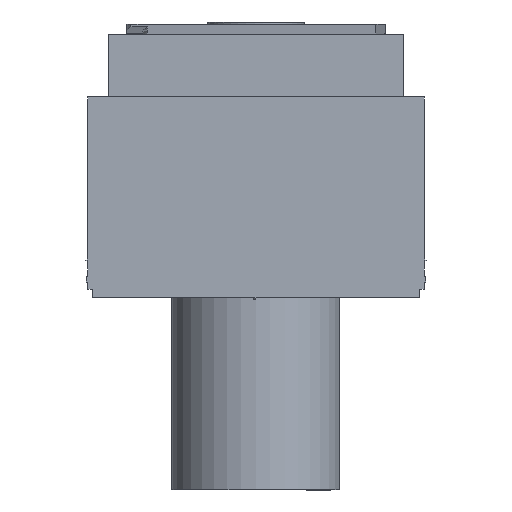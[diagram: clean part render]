
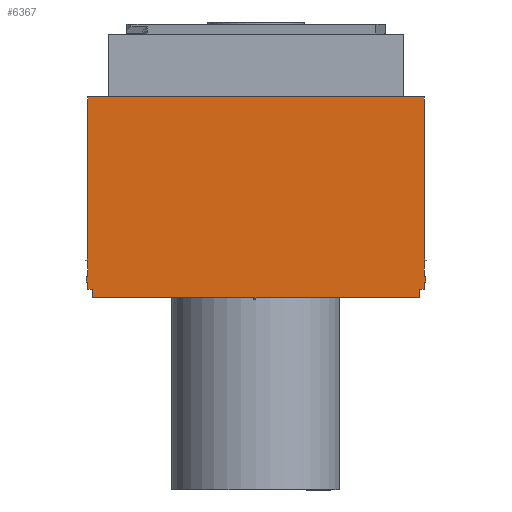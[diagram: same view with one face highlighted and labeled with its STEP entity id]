
A CAD part, front view. The second image highlights one B-rep face of the part: STEP entity #6367.
In plain terms, the highlighted planar face has unit normal (0, -1, 0).
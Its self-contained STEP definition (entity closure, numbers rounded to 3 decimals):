
#351=FACE_OUTER_BOUND('',#673,.T.);
#673=EDGE_LOOP('',(#4556,#4557,#4558,#4559,#4560,#4561,#4562,#4563,#4564,
#4565,#4566,#4567,#4568,#4569,#4570,#4571,#4572,#4573,#4574,#4575,#4576,
#4577));
#1056=LINE('',#9172,#1836);
#1062=LINE('',#9184,#1842);
#1081=LINE('',#9226,#1861);
#1087=LINE('',#9238,#1867);
#1104=LINE('',#9269,#1884);
#1109=LINE('',#9278,#1889);
#1113=LINE('',#9286,#1893);
#1115=LINE('',#9291,#1895);
#1153=LINE('',#9365,#1933);
#1155=LINE('',#9369,#1935);
#1156=LINE('',#9371,#1936);
#1158=LINE('',#9375,#1938);
#1160=LINE('',#9379,#1940);
#1166=LINE('',#9390,#1946);
#1168=LINE('',#9393,#1948);
#1203=LINE('',#9494,#1983);
#1205=LINE('',#9497,#1985);
#1206=LINE('',#9499,#1986);
#1207=LINE('',#9501,#1987);
#1208=LINE('',#9502,#1988);
#1209=LINE('',#9503,#1989);
#1210=LINE('',#9504,#1990);
#1836=VECTOR('',#7328,10.);
#1842=VECTOR('',#7336,10.);
#1861=VECTOR('',#7373,10.);
#1867=VECTOR('',#7381,10.);
#1884=VECTOR('',#7406,10.);
#1889=VECTOR('',#7413,10.);
#1893=VECTOR('',#7419,10.);
#1895=VECTOR('',#7423,10.);
#1933=VECTOR('',#7473,10.);
#1935=VECTOR('',#7477,10.);
#1936=VECTOR('',#7480,10.);
#1938=VECTOR('',#7484,10.);
#1940=VECTOR('',#7488,10.);
#1946=VECTOR('',#7500,10.);
#1948=VECTOR('',#7504,10.);
#1983=VECTOR('',#7609,10.);
#1985=VECTOR('',#7613,10.);
#1986=VECTOR('',#7614,10.);
#1987=VECTOR('',#7615,10.);
#1988=VECTOR('',#7616,10.);
#1989=VECTOR('',#7617,10.);
#1990=VECTOR('',#7618,10.);
#2625=VERTEX_POINT('',#9169);
#2626=VERTEX_POINT('',#9171);
#2630=VERTEX_POINT('',#9181);
#2631=VERTEX_POINT('',#9183);
#2644=VERTEX_POINT('',#9223);
#2645=VERTEX_POINT('',#9225);
#2649=VERTEX_POINT('',#9235);
#2650=VERTEX_POINT('',#9237);
#2658=VERTEX_POINT('',#9265);
#2660=VERTEX_POINT('',#9268);
#2663=VERTEX_POINT('',#9276);
#2664=VERTEX_POINT('',#9280);
#2666=VERTEX_POINT('',#9284);
#2668=VERTEX_POINT('',#9289);
#2697=VERTEX_POINT('',#9361);
#2698=VERTEX_POINT('',#9363);
#2699=VERTEX_POINT('',#9367);
#2700=VERTEX_POINT('',#9373);
#2703=VERTEX_POINT('',#9389);
#2734=VERTEX_POINT('',#9493);
#2735=VERTEX_POINT('',#9498);
#2736=VERTEX_POINT('',#9500);
#3277=EDGE_CURVE('',#2626,#2625,#1056,.T.);
#3283=EDGE_CURVE('',#2631,#2630,#1062,.T.);
#3304=EDGE_CURVE('',#2645,#2644,#1081,.T.);
#3310=EDGE_CURVE('',#2650,#2649,#1087,.T.);
#3327=EDGE_CURVE('',#2658,#2660,#1104,.T.);
#3332=EDGE_CURVE('',#2663,#2630,#1109,.T.);
#3336=EDGE_CURVE('',#2666,#2664,#1113,.T.);
#3338=EDGE_CURVE('',#2668,#2663,#1115,.T.);
#3376=EDGE_CURVE('',#2698,#2697,#1153,.T.);
#3378=EDGE_CURVE('',#2699,#2649,#1155,.T.);
#3379=EDGE_CURVE('',#2645,#2666,#1156,.T.);
#3381=EDGE_CURVE('',#2626,#2700,#1158,.T.);
#3383=EDGE_CURVE('',#2660,#2698,#1160,.T.);
#3389=EDGE_CURVE('',#2703,#2700,#1166,.T.);
#3391=EDGE_CURVE('',#2658,#2703,#1168,.T.);
#3442=EDGE_CURVE('',#2734,#2697,#1203,.T.);
#3444=EDGE_CURVE('',#2625,#2631,#1205,.T.);
#3445=EDGE_CURVE('',#2668,#2735,#1206,.T.);
#3446=EDGE_CURVE('',#2735,#2736,#1207,.T.);
#3447=EDGE_CURVE('',#2736,#2664,#1208,.T.);
#3448=EDGE_CURVE('',#2644,#2650,#1209,.T.);
#3449=EDGE_CURVE('',#2699,#2734,#1210,.T.);
#4556=ORIENTED_EDGE('',*,*,#3381,.F.);
#4557=ORIENTED_EDGE('',*,*,#3277,.T.);
#4558=ORIENTED_EDGE('',*,*,#3444,.T.);
#4559=ORIENTED_EDGE('',*,*,#3283,.T.);
#4560=ORIENTED_EDGE('',*,*,#3332,.F.);
#4561=ORIENTED_EDGE('',*,*,#3338,.F.);
#4562=ORIENTED_EDGE('',*,*,#3445,.T.);
#4563=ORIENTED_EDGE('',*,*,#3446,.T.);
#4564=ORIENTED_EDGE('',*,*,#3447,.T.);
#4565=ORIENTED_EDGE('',*,*,#3336,.F.);
#4566=ORIENTED_EDGE('',*,*,#3379,.F.);
#4567=ORIENTED_EDGE('',*,*,#3304,.T.);
#4568=ORIENTED_EDGE('',*,*,#3448,.T.);
#4569=ORIENTED_EDGE('',*,*,#3310,.T.);
#4570=ORIENTED_EDGE('',*,*,#3378,.F.);
#4571=ORIENTED_EDGE('',*,*,#3449,.T.);
#4572=ORIENTED_EDGE('',*,*,#3442,.T.);
#4573=ORIENTED_EDGE('',*,*,#3376,.F.);
#4574=ORIENTED_EDGE('',*,*,#3383,.F.);
#4575=ORIENTED_EDGE('',*,*,#3327,.F.);
#4576=ORIENTED_EDGE('',*,*,#3391,.T.);
#4577=ORIENTED_EDGE('',*,*,#3389,.T.);
#6098=PLANE('',#6748);
#6367=ADVANCED_FACE('',(#351),#6098,.T.);
#6748=AXIS2_PLACEMENT_3D('',#9496,#7611,#7612);
#7328=DIRECTION('',(-1.,0.,0.));
#7336=DIRECTION('',(1.,0.,0.));
#7373=DIRECTION('',(1.,0.,0.));
#7381=DIRECTION('',(-1.,0.,0.));
#7406=DIRECTION('',(0.,0.,1.));
#7413=DIRECTION('',(0.,0.,1.));
#7419=DIRECTION('',(-1.,0.,0.));
#7423=DIRECTION('',(-1.,0.,0.));
#7473=DIRECTION('',(0.,0.,-1.));
#7477=DIRECTION('',(0.,0.,-1.));
#7480=DIRECTION('',(0.,0.,-1.));
#7484=DIRECTION('',(0.,0.,1.));
#7488=DIRECTION('',(1.,0.,0.));
#7500=DIRECTION('',(1.,0.,0.));
#7504=DIRECTION('',(-0.707,0.,-0.707));
#7609=DIRECTION('',(-0.707,0.,0.707));
#7611=DIRECTION('center_axis',(0.,-1.,0.));
#7612=DIRECTION('ref_axis',(0.,0.,
1.));
#7613=DIRECTION('',(0.,0.,-1.));
#7614=DIRECTION('',(0.,0.,-1.));
#7615=DIRECTION('',(1.,0.,0.));
#7616=DIRECTION('',(0.,0.,1.));
#7617=DIRECTION('',(0.,0.,1.));
#7618=DIRECTION('',(1.,0.,0.));
#9169=CARTESIAN_POINT('',(-35.3,-200.,-81.4));
#9171=CARTESIAN_POINT('',(-35.,-200.,-81.4));
#9172=CARTESIAN_POINT('',(-33.546,-200.,-81.4));
#9181=CARTESIAN_POINT('',(-35.,-200.,-82.6));
#9183=CARTESIAN_POINT('',(-35.3,-200.,-82.6));
#9184=CARTESIAN_POINT('',(-35.,-200.,-82.6));
#9223=CARTESIAN_POINT('',(35.3,-200.,-82.6));
#9225=CARTESIAN_POINT('',(35.,-200.,-82.6));
#9226=CARTESIAN_POINT('',(33.835,-200.,-82.6));
#9235=CARTESIAN_POINT('',(35.,-200.,-81.4));
#9237=CARTESIAN_POINT('',(35.3,-200.,-81.4));
#9238=CARTESIAN_POINT('',(35.,-200.,-81.4));
#9265=CARTESIAN_POINT('',(-35.,-200.,-77.755));
#9268=CARTESIAN_POINT('',(-35.,-200.,-44.1));
#9269=CARTESIAN_POINT('',(-35.,-200.,-44.1));
#9276=CARTESIAN_POINT('',(-35.,-200.,-84.1));
#9278=CARTESIAN_POINT('',(-35.,-200.,-44.1));
#9280=CARTESIAN_POINT('',(34.,-200.,-84.1));
#9284=CARTESIAN_POINT('',(35.,-200.,-84.1));
#9286=CARTESIAN_POINT('',(-35.,-200.,-84.1));
#9289=CARTESIAN_POINT('',(-34.,-200.,-84.1));
#9291=CARTESIAN_POINT('',(-35.,-200.,-84.1));
#9361=CARTESIAN_POINT('',(35.,-200.,-77.755));
#9363=CARTESIAN_POINT('',(35.,-200.,-44.1));
#9365=CARTESIAN_POINT('',(35.,-200.,-84.1));
#9367=CARTESIAN_POINT('',(35.,-200.,-78.134));
#9369=CARTESIAN_POINT('',(35.,-200.,-84.1));
#9371=CARTESIAN_POINT('',(35.,-200.,-84.1));
#9373=CARTESIAN_POINT('',(-35.,-200.,-78.134));
#9375=CARTESIAN_POINT('',(-35.,-200.,-44.1));
#9379=CARTESIAN_POINT('',(35.,-200.,-44.1));
#9389=CARTESIAN_POINT('',(-35.379,-200.,-78.134));
#9390=CARTESIAN_POINT('',(-34.172,-200.,-78.134));
#9393=CARTESIAN_POINT('',(-32.051,-200.,-74.805));
#9493=CARTESIAN_POINT('',(35.379,-200.,-78.134));
#9494=CARTESIAN_POINT('',(34.526,-200.,-77.28));
#9496=CARTESIAN_POINT('Origin',(0.,-200.,-83.295));
#9497=CARTESIAN_POINT('',(-35.3,-200.,-81.7));
#9498=CARTESIAN_POINT('',(-34.,-200.,-85.9));
#9499=CARTESIAN_POINT('',(-34.,-200.,-84.3));
#9500=CARTESIAN_POINT('',(34.,-200.,-85.9));
#9501=CARTESIAN_POINT('',(-33.8,-200.,-85.9));
#9502=CARTESIAN_POINT('',(34.,-200.,-85.7));
#9503=CARTESIAN_POINT('',(35.3,-200.,-82.3));
#9504=CARTESIAN_POINT('',(33.7,-200.,-78.134));
